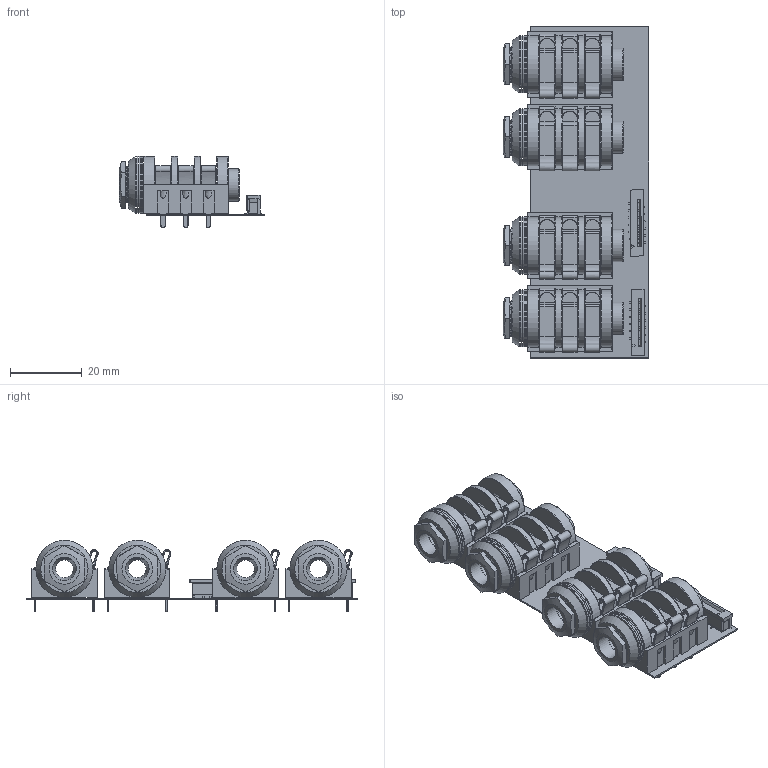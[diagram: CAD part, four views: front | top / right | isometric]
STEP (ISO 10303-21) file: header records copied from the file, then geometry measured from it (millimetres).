
FILE_DESCRIPTION(('Open CASCADE Model'),'2;1');
FILE_NAME('Open CASCADE Shape Model','2025-05-05T16:33:23',('Author'),( 'Open CASCADE'),'Open CASCADE STEP processor 7.5','Open CASCADE 7.5' ,'Unknown');
FILE_SCHEMA(('AUTOMOTIVE_DESIGN { 1 0 10303 214 1 1 1 1 }'));
Length unit declared in the file: millimetre
Products named in the file (19): PCB; Board; Open CASCADE STEP translator 7.5 4.1.1; PJ3; MZT-223 Jack Socket - Stereo chassis jack, ֠6; 6_3 Jack body; 6_3 Jack contact_01; 6_3 Jack contact_02; Open CASCADE STEP translator 7.5 4.2.1.3.1; Open CASCADE STEP translator 7.5 4.2.1.3.2; Nut; Washer_1; Washer_2; PJ4; J2; SFW12S-2STE1LF; PJ1; PJ2; J1
Assembly tree (28 placements, depth 5):
  PCB
    Board
      Open CASCADE STEP translator 7.5 4.1.1
    PJ3
      MZT-223 Jack Socket - Stereo chassis jack, ֠6
        6_3 Jack body
        6_3 Jack contact_01  x3
        6_3 Jack contact_02  x3
          Open CASCADE STEP translator 7.5 4.2.1.3.1
          Open CASCADE STEP translator 7.5 4.2.1.3.2
        Nut
        Washer_1
        Washer_2  x3
    PJ4
      MZT-223 Jack Socket - Stereo chassis jack, ֠6
        6_3 Jack body
        6_3 Jack contact_01  x3
        6_3 Jack contact_02  x3
          Open CASCADE STEP translator 7.5 4.2.1.3.1
          Open CASCADE STEP translator 7.5 4.2.1.3.2
        Nut
        Washer_1
        Washer_2  x3
    J2
      SFW12S-2STE1LF
    PJ1
      MZT-223 Jack Socket - Stereo chassis jack, ֠6
        6_3 Jack body
        6_3 Jack contact_01  x3
        6_3 Jack contact_02  x3
          Open CASCADE STEP translator 7.5 4.2.1.3.1
          Open CASCADE STEP translator 7.5 4.2.1.3.2
        Nut
        Washer_1
        Washer_2  x3
    PJ2
      MZT-223 Jack Socket - Stereo chassis jack, ֠6
        6_3 Jack body
        6_3 Jack contact_01  x3
        6_3 Jack contact_02  x3
          Open CASCADE STEP translator 7.5 4.2.1.3.1
          Open CASCADE STEP translator 7.5 4.2.1.3.2
        Nut
        Washer_1
        Washer_2  x3
    J1
      SFW12S-2STE1LF
Bounding box: 40.5 x 92.47 x 19.88 mm (x, y, z)
Volume: 20483.7 mm3; surface area: 32787.3 mm2
Topology: 39 solids, 87 shells, 3535 faces, 8615 edges, 5178 vertices
Faces by surface type: plane 1301, cylinder 1202, torus 488, bspline 316, sphere 196, cone 32
Full cylindrical faces by diameter (mm): 2 x24, 6.6 x4, 6.7 x4, 9 x4, 11 x20, 12 x4, 15.9 x12
Entity records: 42969 total; most frequent: CARTESIAN_POINT 21367, ORIENTED_EDGE 4056, DIRECTION 3713, EDGE_CURVE 2033, LINE 1423, VECTOR 1423, VERTEX_POINT 1300, AXIS2_PLACEMENT_3D 1145
